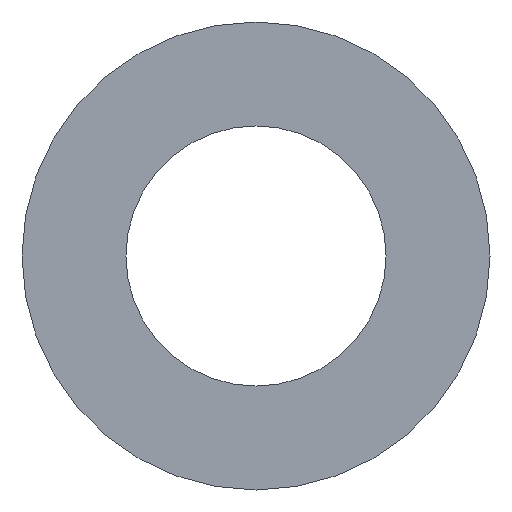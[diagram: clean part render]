
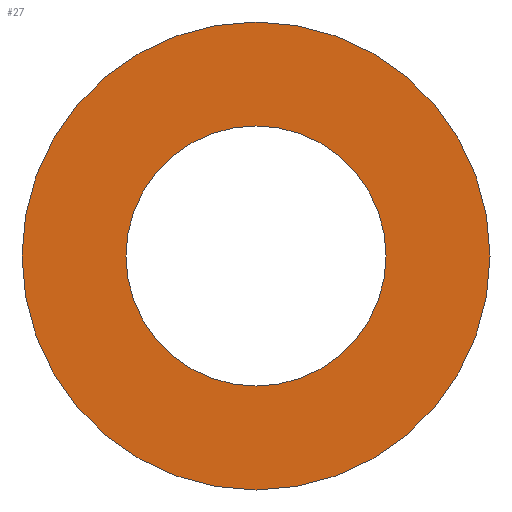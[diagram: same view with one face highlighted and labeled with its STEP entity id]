
A CAD part, left-side view. The second image highlights one B-rep face of the part: STEP entity #27.
In plain terms, the highlighted planar face has unit normal (-1, 0, 0).
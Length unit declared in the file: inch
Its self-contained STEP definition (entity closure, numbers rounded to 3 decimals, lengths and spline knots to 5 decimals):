
#4 = EDGE_CURVE ( 'NONE', #103, #103, #124, .T. ) ;
#22 = CARTESIAN_POINT ( 'NONE',  ( -3.14961, 1.44882, 0. ) ) ;
#27 = ADVANCED_FACE ( 'NONE', ( #163, #102 ), #98, .T. ) ;
#37 = CARTESIAN_POINT ( 'NONE',  ( -3.14961, 0., 0. ) ) ;
#39 = ORIENTED_EDGE ( 'NONE', *, *, #84, .T. ) ;
#50 = AXIS2_PLACEMENT_3D ( 'NONE', #37, #207, #117 ) ;
#69 = AXIS2_PLACEMENT_3D ( 'NONE', #210, #193, #89 ) ;
#81 = ORIENTED_EDGE ( 'NONE', *, *, #4, .T. ) ;
#84 = EDGE_CURVE ( 'NONE', #225, #225, #85, .T. ) ;
#85 = CIRCLE ( 'NONE', #122, 1.44882 ) ;
#89 = DIRECTION ( 'NONE',  ( 0., 0., 1. ) ) ;
#97 = EDGE_LOOP ( 'NONE', ( #39 ) ) ;
#98 = PLANE ( 'NONE',  #69 ) ;
#100 = EDGE_LOOP ( 'NONE', ( #81 ) ) ;
#102 = FACE_BOUND ( 'NONE', #97, .T. ) ;
#103 = VERTEX_POINT ( 'NONE', #153 ) ;
#117 = DIRECTION ( 'NONE',  ( 0., 1., 0. ) ) ;
#122 = AXIS2_PLACEMENT_3D ( 'NONE', #219, #185, #145 ) ;
#124 = CIRCLE ( 'NONE', #50, 2.6063 ) ;
#145 = DIRECTION ( 'NONE',  ( 0., 1., 0. ) ) ;
#153 = CARTESIAN_POINT ( 'NONE',  ( -3.14961, 2.6063, 0. ) ) ;
#163 = FACE_OUTER_BOUND ( 'NONE', #100, .T. ) ;
#185 = DIRECTION ( 'NONE',  ( 1., 0., 0. ) ) ;
#193 = DIRECTION ( 'NONE',  ( -1., 0., 0. ) ) ;
#207 = DIRECTION ( 'NONE',  ( -1., 0., 0. ) ) ;
#210 = CARTESIAN_POINT ( 'NONE',  ( -3.14961, 2.02756, 0. ) ) ;
#219 = CARTESIAN_POINT ( 'NONE',  ( -3.14961, 0., 0. ) ) ;
#225 = VERTEX_POINT ( 'NONE', #22 ) ;
